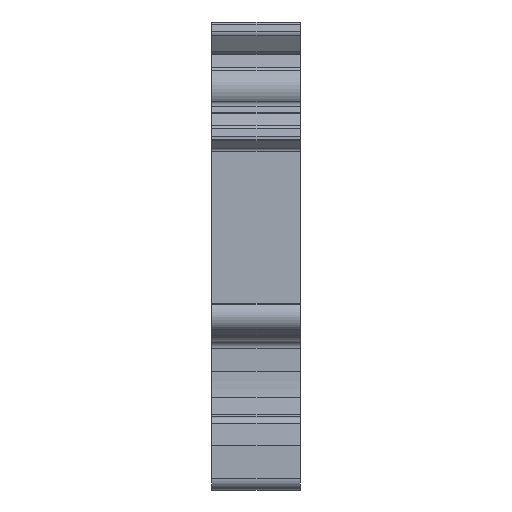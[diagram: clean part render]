
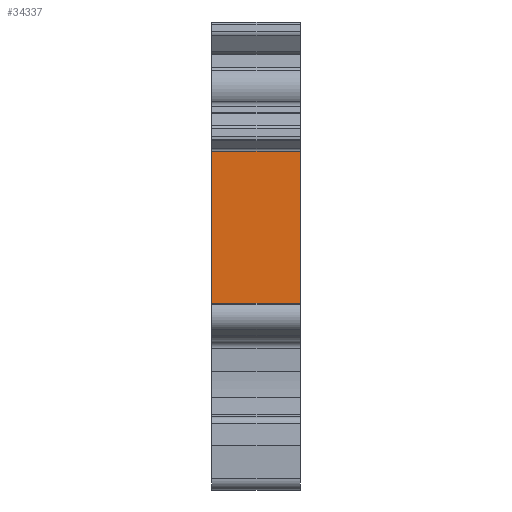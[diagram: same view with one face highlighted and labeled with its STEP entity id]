
A CAD part, left-side view. The second image highlights one B-rep face of the part: STEP entity #34337.
In plain terms, the highlighted planar face has unit normal (-1, 0, 0).
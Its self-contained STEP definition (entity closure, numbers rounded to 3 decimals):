
#47 = ORIENTED_EDGE ( 'NONE', *, *, #4771, .T. ) ;
#74 = LINE ( 'NONE', #35759, #29415 ) ;
#420 = CARTESIAN_POINT ( 'NONE',  ( -47.05, 8., 9.575 ) ) ;
#526 = AXIS2_PLACEMENT_3D ( 'NONE', #2034, #19922, #23817 ) ;
#2034 = CARTESIAN_POINT ( 'NONE',  ( -47.05, 8., 23.288 ) ) ;
#3418 = EDGE_CURVE ( 'NONE', #26379, #34131, #74, .T. ) ;
#4269 = LINE ( 'NONE', #11454, #29577 ) ;
#4771 = EDGE_CURVE ( 'NONE', #34131, #18063, #29217, .T. ) ;
#5490 = ORIENTED_EDGE ( 'NONE', *, *, #3418, .T. ) ;
#9289 = LINE ( 'NONE', #41704, #30413 ) ;
#11454 = CARTESIAN_POINT ( 'NONE',  ( -47.05, 8., 23.288 ) ) ;
#12016 = EDGE_CURVE ( 'NONE', #39615, #18063, #4269, .T. ) ;
#13186 = DIRECTION ( 'NONE',  ( 0., -1., 0. ) ) ;
#14150 = VECTOR ( 'NONE', #39291, 1000. ) ;
#15226 = DIRECTION ( 'NONE',  ( 0., 0., 1. ) ) ;
#18063 = VERTEX_POINT ( 'NONE', #26548 ) ;
#19922 = DIRECTION ( 'NONE',  ( 1., 0., 0. ) ) ;
#23817 = DIRECTION ( 'NONE',  ( 0., 0., -1. ) ) ;
#24827 = DIRECTION ( 'NONE',  ( 0., -1., 0. ) ) ;
#26054 = FACE_OUTER_BOUND ( 'NONE', #37646, .T. ) ;
#26379 = VERTEX_POINT ( 'NONE', #420 ) ;
#26548 = CARTESIAN_POINT ( 'NONE',  ( -47.05, 0., 23.288 ) ) ;
#29217 = LINE ( 'NONE', #29866, #14150 ) ;
#29415 = VECTOR ( 'NONE', #13186, 1000. ) ;
#29539 = PLANE ( 'NONE',  #526 ) ;
#29577 = VECTOR ( 'NONE', #24827, 1000. ) ;
#29866 = CARTESIAN_POINT ( 'NONE',  ( -47.05, 0., 23.288 ) ) ;
#29986 = ORIENTED_EDGE ( 'NONE', *, *, #41615, .F. ) ;
#30413 = VECTOR ( 'NONE', #15226, 1000. ) ;
#34131 = VERTEX_POINT ( 'NONE', #40087 ) ;
#34337 = ADVANCED_FACE ( 'NONE', ( #26054 ), #29539, .F. ) ;
#35759 = CARTESIAN_POINT ( 'NONE',  ( -47.05, 8., 9.575 ) ) ;
#37646 = EDGE_LOOP ( 'NONE', ( #47, #42272, #29986, #5490 ) ) ;
#39291 = DIRECTION ( 'NONE',  ( 0., 0., 1. ) ) ;
#39615 = VERTEX_POINT ( 'NONE', #41905 ) ;
#40087 = CARTESIAN_POINT ( 'NONE',  ( -47.05, 0., 9.575 ) ) ;
#41615 = EDGE_CURVE ( 'NONE', #26379, #39615, #9289, .T. ) ;
#41704 = CARTESIAN_POINT ( 'NONE',  ( -47.05, 8., 23.288 ) ) ;
#41905 = CARTESIAN_POINT ( 'NONE',  ( -47.05, 8., 23.288 ) ) ;
#42272 = ORIENTED_EDGE ( 'NONE', *, *, #12016, .F. ) ;
